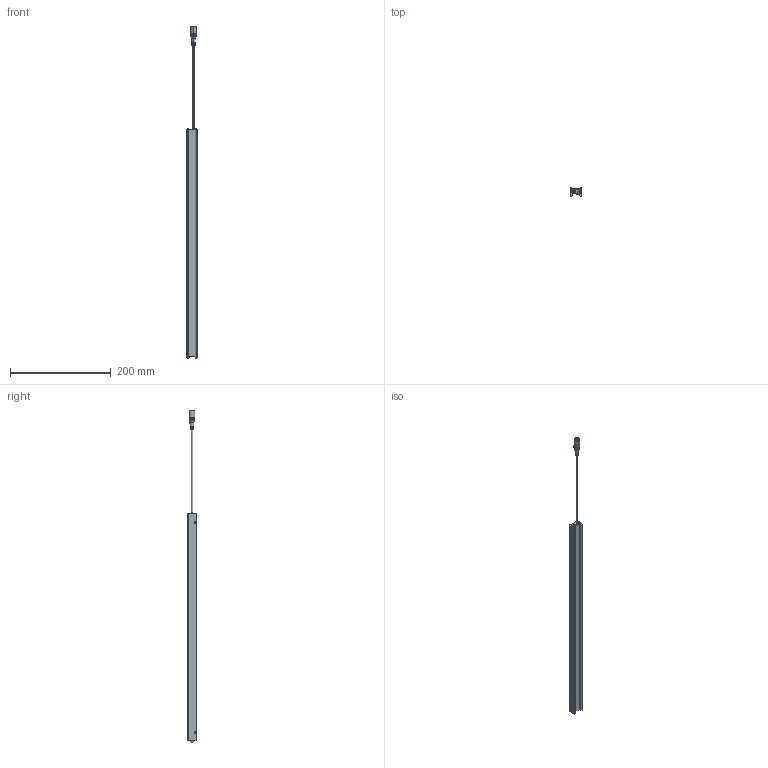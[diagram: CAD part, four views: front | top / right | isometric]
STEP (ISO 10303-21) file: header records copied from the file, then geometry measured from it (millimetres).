
FILE_DESCRIPTION (( 'STEP AP203' ), '1' );
FILE_NAME ('CYL-G31S-STP.step', '2025-10-06T06:47:27', ( '' ), ( '' ), 'SwSTEP 2.0', 'SolidWorks 2020', '' );
FILE_SCHEMA (( 'CONFIG_CONTROL_DESIGN' ));
Length unit declared in the file: millimetre
Products named in the file (1): CYL-G31S-STP
Bounding box: 23 x 17 x 658 mm (x, y, z)
Volume: 125833.3 mm3; surface area: 65654.1 mm2
Topology: 1 solids, 6 shells, 257 faces, 660 edges, 430 vertices
Faces by surface type: plane 153, cylinder 76, torus 16, cone 12
Entity records: 8069 total; most frequent: CARTESIAN_POINT 1660, ORIENTED_EDGE 1320, DIRECTION 1316, EDGE_CURVE 660, AXIS2_PLACEMENT_3D 462, VERTEX_POINT 430, LINE 392, VECTOR 392
